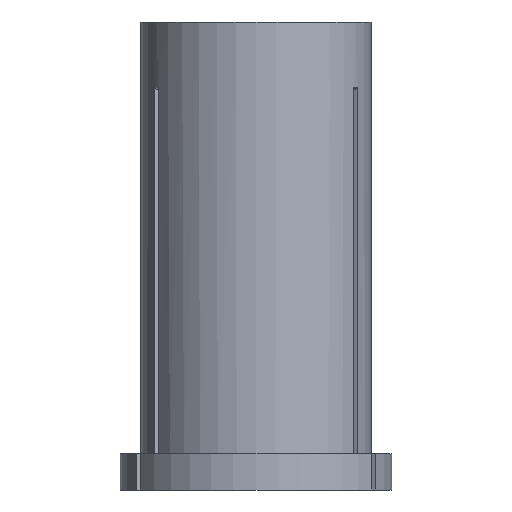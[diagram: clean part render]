
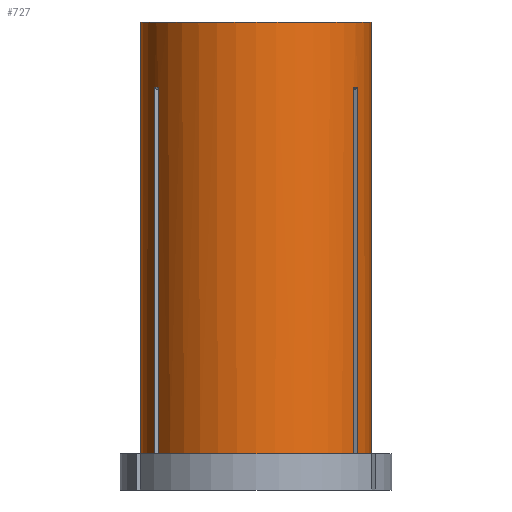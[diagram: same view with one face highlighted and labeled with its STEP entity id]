
A CAD part, front view. The second image highlights one B-rep face of the part: STEP entity #727.
In plain terms, the highlighted cylindrical face has radius 15.875 mm (diameter 31.75 mm), a partial arc.
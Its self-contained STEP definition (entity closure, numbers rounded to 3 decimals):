
#2 = CARTESIAN_POINT ( 'NONE',  ( 13.991, -7.501, 0. ) ) ;
#21 = AXIS2_PLACEMENT_3D ( 'NONE', #330, #587, #845 ) ;
#31 = CARTESIAN_POINT ( 'NONE',  ( -13.991, -7.501, -9.006 ) ) ;
#37 = DIRECTION ( 'NONE',  ( 0., 0., 1. ) ) ;
#49 = DIRECTION ( 'NONE',  ( 1., 0., 0. ) ) ;
#59 = ORIENTED_EDGE ( 'NONE', *, *, #693, .T. ) ;
#102 = CARTESIAN_POINT ( 'NONE',  ( 13.991, -7.501, -9.006 ) ) ;
#109 = DIRECTION ( 'NONE',  ( 1., 0., 0. ) ) ;
#113 = VECTOR ( 'NONE', #516, 1000. ) ;
#121 = CARTESIAN_POINT ( 'NONE',  ( 0., 0., 0. ) ) ;
#122 = VERTEX_POINT ( 'NONE', #1047 ) ;
#125 = EDGE_CURVE ( 'NONE', #1012, #286, #737, .T. ) ;
#133 = CARTESIAN_POINT ( 'NONE',  ( -13.579, -8.226, -9.002 ) ) ;
#134 = CIRCLE ( 'NONE', #318, 15.875 ) ;
#139 = AXIS2_PLACEMENT_3D ( 'NONE', #121, #483, #49 ) ;
#142 = FACE_OUTER_BOUND ( 'NONE', #969, .T. ) ;
#151 = DIRECTION ( 'NONE',  ( 0., 0., 1. ) ) ;
#157 = VECTOR ( 'NONE', #1064, 1000. ) ;
#217 = CARTESIAN_POINT ( 'NONE',  ( 13.913, -7.647, -9.002 ) ) ;
#225 = VERTEX_POINT ( 'NONE', #1131 ) ;
#238 = CARTESIAN_POINT ( 'NONE',  ( -13.991, -7.501, -59.6 ) ) ;
#240 = EDGE_CURVE ( 'NONE', #538, #736, #295, .T. ) ;
#243 = VECTOR ( 'NONE', #874, 1000. ) ;
#263 = EDGE_CURVE ( 'NONE', #588, #863, #134, .T. ) ;
#265 = CARTESIAN_POINT ( 'NONE',  ( -13.991, -7.501, -9.006 ) ) ;
#286 = VERTEX_POINT ( 'NONE', #102 ) ;
#295 = CIRCLE ( 'NONE', #1017, 15.875 ) ;
#318 = AXIS2_PLACEMENT_3D ( 'NONE', #548, #809, #109 ) ;
#320 = CARTESIAN_POINT ( 'NONE',  ( 13.991, -7.501, -59.6 ) ) ;
#330 = CARTESIAN_POINT ( 'NONE',  ( 0., 0., -59.6 ) ) ;
#334 = ORIENTED_EDGE ( 'NONE', *, *, #1001, .T. ) ;
#357 = VERTEX_POINT ( 'NONE', #265 ) ;
#362 = B_SPLINE_CURVE_WITH_KNOTS ( 'NONE', 3,
 ( #664, #467, #399, #217, #819 ),
 .UNSPECIFIED., .F., .F.,
 ( 4, 1, 4 ),
 ( 0.098, 0.098, 0.099 ),
 .UNSPECIFIED. ) ;
#370 = ORIENTED_EDGE ( 'NONE', *, *, #680, .T. ) ;
#381 = EDGE_CURVE ( 'NONE', #225, #863, #1015, .T. ) ;
#382 = ORIENTED_EDGE ( 'NONE', *, *, #967, .F. ) ;
#386 = ORIENTED_EDGE ( 'NONE', *, *, #381, .T. ) ;
#392 = CARTESIAN_POINT ( 'NONE',  ( 0., 0., -59.6 ) ) ;
#397 = DIRECTION ( 'NONE',  ( 0., 0., 1. ) ) ;
#399 = CARTESIAN_POINT ( 'NONE',  ( 13.751, -7.938, -8.998 ) ) ;
#407 = DIRECTION ( 'NONE',  ( 0., 0., 1. ) ) ;
#426 = ORIENTED_EDGE ( 'NONE', *, *, #125, .F. ) ;
#457 = DIRECTION ( 'NONE',  ( 0., 0., 1. ) ) ;
#467 = CARTESIAN_POINT ( 'NONE',  ( 13.58, -8.224, -9.002 ) ) ;
#473 = CARTESIAN_POINT ( 'NONE',  ( -13.491, -8.367, -59.6 ) ) ;
#483 = DIRECTION ( 'NONE',  ( 0., 0., 1. ) ) ;
#496 = ORIENTED_EDGE ( 'NONE', *, *, #965, .T. ) ;
#516 = DIRECTION ( 'NONE',  ( 0., 0., 1. ) ) ;
#518 = VECTOR ( 'NONE', #151, 1000. ) ;
#529 = ORIENTED_EDGE ( 'NONE', *, *, #875, .T. ) ;
#538 = VERTEX_POINT ( 'NONE', #563 ) ;
#548 = CARTESIAN_POINT ( 'NONE',  ( 0., 0., 0. ) ) ;
#556 = AXIS2_PLACEMENT_3D ( 'NONE', #392, #407, #709 ) ;
#560 = ORIENTED_EDGE ( 'NONE', *, *, #767, .F. ) ;
#561 = EDGE_CURVE ( 'NONE', #1012, #225, #617, .T. ) ;
#563 = CARTESIAN_POINT ( 'NONE',  ( -15.875, 0., -59.6 ) ) ;
#567 = LINE ( 'NONE', #668, #853 ) ;
#569 = CARTESIAN_POINT ( 'NONE',  ( -13.491, -8.367, -9.006 ) ) ;
#587 = DIRECTION ( 'NONE',  ( 0., 0., 1. ) ) ;
#588 = VERTEX_POINT ( 'NONE', #838 ) ;
#589 = LINE ( 'NONE', #690, #518 ) ;
#607 = CARTESIAN_POINT ( 'NONE',  ( 15.875, 0., 0. ) ) ;
#608 = VERTEX_POINT ( 'NONE', #473 ) ;
#617 = CIRCLE ( 'NONE', #556, 15.875 ) ;
#624 = CIRCLE ( 'NONE', #21, 15.875 ) ;
#664 = CARTESIAN_POINT ( 'NONE',  ( 13.491, -8.367, -9.006 ) ) ;
#668 = CARTESIAN_POINT ( 'NONE',  ( 13.491, -8.367, 0. ) ) ;
#675 = ORIENTED_EDGE ( 'NONE', *, *, #561, .T. ) ;
#680 = EDGE_CURVE ( 'NONE', #357, #697, #1059, .T. ) ;
#690 = CARTESIAN_POINT ( 'NONE',  ( -15.875, 0., 0. ) ) ;
#693 = EDGE_CURVE ( 'NONE', #1108, #286, #362, .T. ) ;
#697 = VERTEX_POINT ( 'NONE', #834 ) ;
#709 = DIRECTION ( 'NONE',  ( 1., 0., 0. ) ) ;
#711 = CARTESIAN_POINT ( 'NONE',  ( 15.875, 0., 0. ) ) ;
#720 = LINE ( 'NONE', #1033, #113 ) ;
#727 = ADVANCED_FACE ( 'NONE', ( #142 ), #987, .T. ) ;
#736 = VERTEX_POINT ( 'NONE', #238 ) ;
#737 = LINE ( 'NONE', #2, #243 ) ;
#767 = EDGE_CURVE ( 'NONE', #538, #588, #589, .T. ) ;
#809 = DIRECTION ( 'NONE',  ( 0., 0., 1. ) ) ;
#817 = CARTESIAN_POINT ( 'NONE',  ( -13.912, -7.648, -9.002 ) ) ;
#819 = CARTESIAN_POINT ( 'NONE',  ( 13.991, -7.501, -9.006 ) ) ;
#820 = ORIENTED_EDGE ( 'NONE', *, *, #263, .F. ) ;
#829 = CARTESIAN_POINT ( 'NONE',  ( -13.491, -8.367, 0. ) ) ;
#834 = CARTESIAN_POINT ( 'NONE',  ( -13.491, -8.367, -9.006 ) ) ;
#838 = CARTESIAN_POINT ( 'NONE',  ( -15.875, 0., 0. ) ) ;
#845 = DIRECTION ( 'NONE',  ( 1., 0., 0. ) ) ;
#853 = VECTOR ( 'NONE', #37, 1000. ) ;
#863 = VERTEX_POINT ( 'NONE', #607 ) ;
#874 = DIRECTION ( 'NONE',  ( 0., 0., 1. ) ) ;
#875 = EDGE_CURVE ( 'NONE', #736, #357, #720, .T. ) ;
#965 = EDGE_CURVE ( 'NONE', #122, #1108, #567, .T. ) ;
#966 = CARTESIAN_POINT ( 'NONE',  ( 13.491, -8.367, -9.006 ) ) ;
#967 = EDGE_CURVE ( 'NONE', #608, #697, #1133, .T. ) ;
#969 = EDGE_LOOP ( 'NONE', ( #560, #1088, #529, #370, #382, #334, #496, #59, #426, #675, #386, #820 ) ) ;
#975 = CARTESIAN_POINT ( 'NONE',  ( 0., 0., -59.6 ) ) ;
#987 = CYLINDRICAL_SURFACE ( 'NONE', #139, 15.875 ) ;
#995 = CARTESIAN_POINT ( 'NONE',  ( -13.664, -8.083, -9. ) ) ;
#1001 = EDGE_CURVE ( 'NONE', #608, #122, #624, .T. ) ;
#1012 = VERTEX_POINT ( 'NONE', #320 ) ;
#1015 = LINE ( 'NONE', #711, #157 ) ;
#1017 = AXIS2_PLACEMENT_3D ( 'NONE', #975, #457, #1067 ) ;
#1024 = VECTOR ( 'NONE', #397, 1000. ) ;
#1033 = CARTESIAN_POINT ( 'NONE',  ( -13.991, -7.501, 0. ) ) ;
#1047 = CARTESIAN_POINT ( 'NONE',  ( 13.491, -8.367, -59.6 ) ) ;
#1059 = B_SPLINE_CURVE_WITH_KNOTS ( 'NONE', 3,
 ( #31, #817, #1081, #995, #133, #569 ),
 .UNSPECIFIED., .F., .F.,
 ( 4, 2, 4 ),
 ( 0.089, 0.09, 0.09 ),
 .UNSPECIFIED. ) ;
#1064 = DIRECTION ( 'NONE',  ( 0., 0., 1. ) ) ;
#1067 = DIRECTION ( 'NONE',  ( 1., 0., 0. ) ) ;
#1081 = CARTESIAN_POINT ( 'NONE',  ( -13.831, -7.794, -9. ) ) ;
#1088 = ORIENTED_EDGE ( 'NONE', *, *, #240, .T. ) ;
#1108 = VERTEX_POINT ( 'NONE', #966 ) ;
#1131 = CARTESIAN_POINT ( 'NONE',  ( 15.875, 0., -59.6 ) ) ;
#1133 = LINE ( 'NONE', #829, #1024 ) ;
